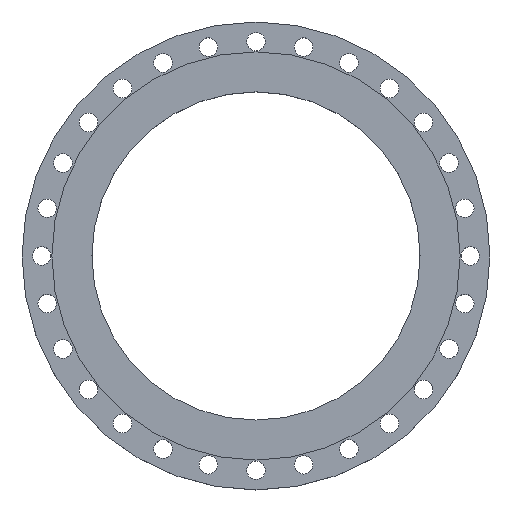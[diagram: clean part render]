
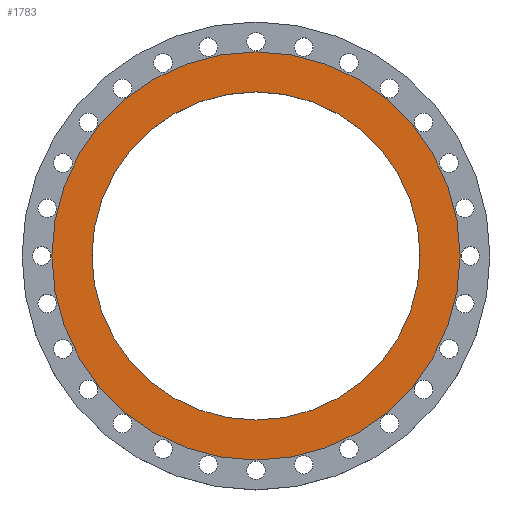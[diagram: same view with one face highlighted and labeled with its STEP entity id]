
A CAD part, top view. The second image highlights one B-rep face of the part: STEP entity #1783.
In plain terms, the highlighted planar face has unit normal (0, 0, 1).
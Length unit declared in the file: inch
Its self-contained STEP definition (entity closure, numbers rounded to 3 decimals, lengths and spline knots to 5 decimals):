
#100 = ORIENTED_EDGE ( 'NONE', *, *, #1095, .T. ) ;
#102 = FACE_BOUND ( 'NONE', #1274, .T. ) ;
#126 = EDGE_CURVE ( 'NONE', #2069, #1480, #1921, .T. ) ;
#221 = DIRECTION ( 'NONE',  ( 1., 0., 0. ) ) ;
#230 = AXIS2_PLACEMENT_3D ( 'NONE', #2370, #550, #586 ) ;
#363 = CIRCLE ( 'NONE', #2188, 16.65625 ) ;
#421 = CARTESIAN_POINT ( 'NONE',  ( 16.65625, 0., 0. ) ) ;
#426 = VERTEX_POINT ( 'NONE', #421 ) ;
#445 = VERTEX_POINT ( 'NONE', #1369 ) ;
#472 = ORIENTED_EDGE ( 'NONE', *, *, #126, .T. ) ;
#550 = DIRECTION ( 'NONE',  ( 0., 0., -1. ) ) ;
#586 = DIRECTION ( 'NONE',  ( -1., 0., 0. ) ) ;
#692 = CIRCLE ( 'NONE', #2186, 20.71875 ) ;
#749 = CARTESIAN_POINT ( 'NONE',  ( 20.71875, 0., 0. ) ) ;
#850 = DIRECTION ( 'NONE',  ( 0., 0., 1. ) ) ;
#875 = EDGE_CURVE ( 'NONE', #445, #426, #1631, .T. ) ;
#880 = CARTESIAN_POINT ( 'NONE',  ( 0., 0., 0. ) ) ;
#940 = FACE_OUTER_BOUND ( 'NONE', #1876, .T. ) ;
#1095 = EDGE_CURVE ( 'NONE', #1480, #2069, #692, .T. ) ;
#1112 = CARTESIAN_POINT ( 'NONE',  ( 0., 0., 0. ) ) ;
#1133 = CARTESIAN_POINT ( 'NONE',  ( 0., 0., 0. ) ) ;
#1265 = EDGE_CURVE ( 'NONE', #426, #445, #363, .T. ) ;
#1274 = EDGE_LOOP ( 'NONE', ( #1867, #1300 ) ) ;
#1300 = ORIENTED_EDGE ( 'NONE', *, *, #875, .F. ) ;
#1308 = DIRECTION ( 'NONE',  ( 0., 0., 1. ) ) ;
#1344 = DIRECTION ( 'NONE',  ( 1., 0., 0. ) ) ;
#1369 = CARTESIAN_POINT ( 'NONE',  ( -16.65625, 0., 0. ) ) ;
#1480 = VERTEX_POINT ( 'NONE', #2205 ) ;
#1550 = PLANE ( 'NONE',  #230 ) ;
#1590 = AXIS2_PLACEMENT_3D ( 'NONE', #1133, #1716, #2341 ) ;
#1631 = CIRCLE ( 'NONE', #1590, 16.65625 ) ;
#1698 = DIRECTION ( 'NONE',  ( 1., 0., 0. ) ) ;
#1716 = DIRECTION ( 'NONE',  ( 0., 0., 1. ) ) ;
#1783 = ADVANCED_FACE ( 'NONE', ( #102, #940 ), #1550, .F. ) ;
#1867 = ORIENTED_EDGE ( 'NONE', *, *, #1265, .F. ) ;
#1876 = EDGE_LOOP ( 'NONE', ( #472, #100 ) ) ;
#1921 = CIRCLE ( 'NONE', #2607, 20.71875 ) ;
#2005 = DIRECTION ( 'NONE',  ( 0., 0., 1. ) ) ;
#2044 = CARTESIAN_POINT ( 'NONE',  ( 0., 0., 0. ) ) ;
#2069 = VERTEX_POINT ( 'NONE', #749 ) ;
#2186 = AXIS2_PLACEMENT_3D ( 'NONE', #2044, #850, #221 ) ;
#2188 = AXIS2_PLACEMENT_3D ( 'NONE', #880, #1308, #1698 ) ;
#2205 = CARTESIAN_POINT ( 'NONE',  ( -20.71875, 0., 0. ) ) ;
#2341 = DIRECTION ( 'NONE',  ( 1., 0., 0. ) ) ;
#2370 = CARTESIAN_POINT ( 'NONE',  ( 0., 16.65625, 0. ) ) ;
#2607 = AXIS2_PLACEMENT_3D ( 'NONE', #1112, #2005, #1344 ) ;
